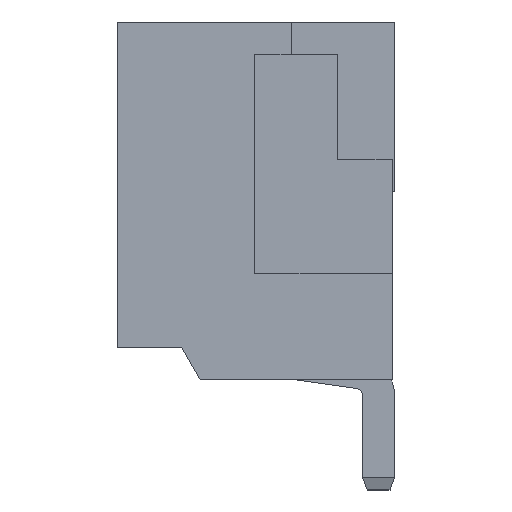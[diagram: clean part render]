
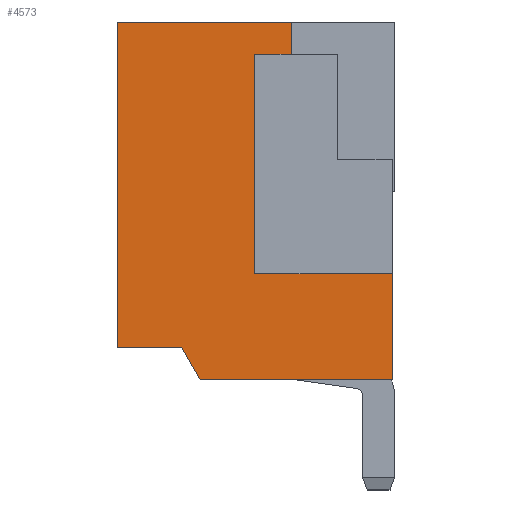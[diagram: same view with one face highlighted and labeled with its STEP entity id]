
A CAD part, left-side view. The second image highlights one B-rep face of the part: STEP entity #4573.
In plain terms, the highlighted planar face has unit normal (-1, 0, 0).
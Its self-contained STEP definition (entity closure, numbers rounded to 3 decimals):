
#19 = EDGE_CURVE ( 'NONE', #3433, #2900, #4509, .T. ) ;
#38 = CARTESIAN_POINT ( 'NONE',  ( -6.25, 0., 4.1 ) ) ;
#83 = ORIENTED_EDGE ( 'NONE', *, *, #918, .F. ) ;
#130 = CARTESIAN_POINT ( 'NONE',  ( -6.25, 6., 7.1 ) ) ;
#199 = ORIENTED_EDGE ( 'NONE', *, *, #2295, .F. ) ;
#206 = LINE ( 'NONE', #2339, #3147 ) ;
#230 = VERTEX_POINT ( 'NONE', #473 ) ;
#267 = CARTESIAN_POINT ( 'NONE',  ( -6.25, 0., 6.4 ) ) ;
#371 = LINE ( 'NONE', #3119, #2284 ) ;
#408 = CARTESIAN_POINT ( 'NONE',  ( -6.25, 0., 1.6 ) ) ;
#422 = LINE ( 'NONE', #2798, #2128 ) ;
#473 = CARTESIAN_POINT ( 'NONE',  ( -6.25, 6., 7.1 ) ) ;
#508 = DIRECTION ( 'NONE',  ( 0., 1., 0. ) ) ;
#572 = EDGE_CURVE ( 'NONE', #4200, #2266, #206, .T. ) ;
#617 = VECTOR ( 'NONE', #4438, 1000. ) ;
#689 = ORIENTED_EDGE ( 'NONE', *, *, #4378, .F. ) ;
#831 = VECTOR ( 'NONE', #4014, 1000. ) ;
#839 = VECTOR ( 'NONE', #3353, 1000. ) ;
#891 = CARTESIAN_POINT ( 'NONE',  ( -6.25, 4.196, -0.7 ) ) ;
#918 = EDGE_CURVE ( 'NONE', #3312, #3357, #2927, .T. ) ;
#976 = CARTESIAN_POINT ( 'NONE',  ( -6.25, 3., 1.6 ) ) ;
#1030 = CARTESIAN_POINT ( 'NONE',  ( -6.25, 3., 6.4 ) ) ;
#1096 = FACE_OUTER_BOUND ( 'NONE', #2389, .T. ) ;
#1236 = DIRECTION ( 'NONE',  ( 1., 0., 0. ) ) ;
#1329 = VERTEX_POINT ( 'NONE', #1499 ) ;
#1338 = VECTOR ( 'NONE', #2540, 1000. ) ;
#1382 = EDGE_CURVE ( 'NONE', #2266, #3433, #1976, .T. ) ;
#1499 = CARTESIAN_POINT ( 'NONE',  ( -6.25, 0., 4.1 ) ) ;
#1654 = EDGE_CURVE ( 'NONE', #3914, #230, #2256, .T. ) ;
#1667 = ORIENTED_EDGE ( 'NONE', *, *, #3074, .F. ) ;
#1681 = DIRECTION ( 'NONE',  ( 0., 0., 1. ) ) ;
#1721 = DIRECTION ( 'NONE',  ( 0., 0., 1. ) ) ;
#1723 = DIRECTION ( 'NONE',  ( 0., 0., -1. ) ) ;
#1795 = VECTOR ( 'NONE', #3700, 1000. ) ;
#1818 = DIRECTION ( 'NONE',  ( 0., -1., 0. ) ) ;
#1945 = EDGE_CURVE ( 'NONE', #1329, #3914, #3663, .T. ) ;
#1976 = LINE ( 'NONE', #267, #839 ) ;
#2064 = VECTOR ( 'NONE', #1818, 1000. ) ;
#2128 = VECTOR ( 'NONE', #1721, 1000. ) ;
#2225 = VERTEX_POINT ( 'NONE', #4286 ) ;
#2255 = VERTEX_POINT ( 'NONE', #408 ) ;
#2256 = LINE ( 'NONE', #3233, #4520 ) ;
#2266 = VERTEX_POINT ( 'NONE', #2551 ) ;
#2282 = CARTESIAN_POINT ( 'NONE',  ( -6.25, 0., -0.7 ) ) ;
#2284 = VECTOR ( 'NONE', #4561, 1000. ) ;
#2295 = EDGE_CURVE ( 'NONE', #1329, #4200, #3206, .T. ) ;
#2339 = CARTESIAN_POINT ( 'NONE',  ( -6.25, 1.2, 7.1 ) ) ;
#2389 = EDGE_LOOP ( 'NONE', ( #2832, #83, #2409, #3043, #2805, #3979, #2946, #199, #3617, #3341, #689, #1667 ) ) ;
#2404 = VECTOR ( 'NONE', #1723, 1000. ) ;
#2409 = ORIENTED_EDGE ( 'NONE', *, *, #3080, .T. ) ;
#2474 = PLANE ( 'NONE',  #3196 ) ;
#2515 = CARTESIAN_POINT ( 'NONE',  ( -6.25, 4.196, -0.7 ) ) ;
#2540 = DIRECTION ( 'NONE',  ( 0., 0., 1. ) ) ;
#2551 = CARTESIAN_POINT ( 'NONE',  ( -6.25, 1.2, 6.4 ) ) ;
#2745 = VECTOR ( 'NONE', #2909, 1000. ) ;
#2798 = CARTESIAN_POINT ( 'NONE',  ( -6.25, 0., 7.1 ) ) ;
#2805 = ORIENTED_EDGE ( 'NONE', *, *, #19, .F. ) ;
#2832 = ORIENTED_EDGE ( 'NONE', *, *, #3198, .F. ) ;
#2900 = VERTEX_POINT ( 'NONE', #976 ) ;
#2909 = DIRECTION ( 'NONE',  ( 0., 0.5, 0.866 ) ) ;
#2927 = LINE ( 'NONE', #3590, #831 ) ;
#2934 = DIRECTION ( 'NONE',  ( 0., 0., -1. ) ) ;
#2946 = ORIENTED_EDGE ( 'NONE', *, *, #572, .F. ) ;
#3043 = ORIENTED_EDGE ( 'NONE', *, *, #3516, .F. ) ;
#3074 = EDGE_CURVE ( 'NONE', #2225, #3439, #371, .T. ) ;
#3080 = EDGE_CURVE ( 'NONE', #3312, #2255, #422, .T. ) ;
#3094 = CARTESIAN_POINT ( 'NONE',  ( -6.25, 3., 7.1 ) ) ;
#3119 = CARTESIAN_POINT ( 'NONE',  ( -6.25, 0., 0. ) ) ;
#3147 = VECTOR ( 'NONE', #1681, 1000. ) ;
#3196 = AXIS2_PLACEMENT_3D ( 'NONE', #4046, #1236, #2934 ) ;
#3198 = EDGE_CURVE ( 'NONE', #3357, #2225, #3969, .T. ) ;
#3206 = LINE ( 'NONE', #38, #617 ) ;
#3233 = CARTESIAN_POINT ( 'NONE',  ( -6.25, 0., 7.1 ) ) ;
#3312 = VERTEX_POINT ( 'NONE', #2282 ) ;
#3315 = LINE ( 'NONE', #130, #1795 ) ;
#3341 = ORIENTED_EDGE ( 'NONE', *, *, #1654, .T. ) ;
#3353 = DIRECTION ( 'NONE',  ( 0., 1., 0. ) ) ;
#3357 = VERTEX_POINT ( 'NONE', #2515 ) ;
#3395 = CARTESIAN_POINT ( 'NONE',  ( -6.25, 0., 7.1 ) ) ;
#3433 = VERTEX_POINT ( 'NONE', #1030 ) ;
#3439 = VERTEX_POINT ( 'NONE', #3511 ) ;
#3511 = CARTESIAN_POINT ( 'NONE',  ( -6.25, 6., 0. ) ) ;
#3516 = EDGE_CURVE ( 'NONE', #2900, #2255, #4245, .T. ) ;
#3590 = CARTESIAN_POINT ( 'NONE',  ( -6.25, 0., -0.7 ) ) ;
#3617 = ORIENTED_EDGE ( 'NONE', *, *, #1945, .T. ) ;
#3637 = CARTESIAN_POINT ( 'NONE',  ( -6.25, 0., 7.1 ) ) ;
#3663 = LINE ( 'NONE', #3637, #1338 ) ;
#3700 = DIRECTION ( 'NONE',  ( 0., 0., 1. ) ) ;
#3914 = VERTEX_POINT ( 'NONE', #3395 ) ;
#3969 = LINE ( 'NONE', #891, #2745 ) ;
#3979 = ORIENTED_EDGE ( 'NONE', *, *, #1382, .F. ) ;
#4014 = DIRECTION ( 'NONE',  ( 0., 1., 0. ) ) ;
#4046 = CARTESIAN_POINT ( 'NONE',  ( -6.25, 0., 7.1 ) ) ;
#4200 = VERTEX_POINT ( 'NONE', #4353 ) ;
#4245 = LINE ( 'NONE', #4265, #2064 ) ;
#4265 = CARTESIAN_POINT ( 'NONE',  ( -6.25, 0., 1.6 ) ) ;
#4286 = CARTESIAN_POINT ( 'NONE',  ( -6.25, 4.6, 0. ) ) ;
#4353 = CARTESIAN_POINT ( 'NONE',  ( -6.25, 1.2, 4.1 ) ) ;
#4378 = EDGE_CURVE ( 'NONE', #3439, #230, #3315, .T. ) ;
#4438 = DIRECTION ( 'NONE',  ( 0., 1., 0. ) ) ;
#4509 = LINE ( 'NONE', #3094, #2404 ) ;
#4520 = VECTOR ( 'NONE', #508, 1000. ) ;
#4561 = DIRECTION ( 'NONE',  ( 0., 1., 0. ) ) ;
#4573 = ADVANCED_FACE ( 'NONE', ( #1096 ), #2474, .F. ) ;
